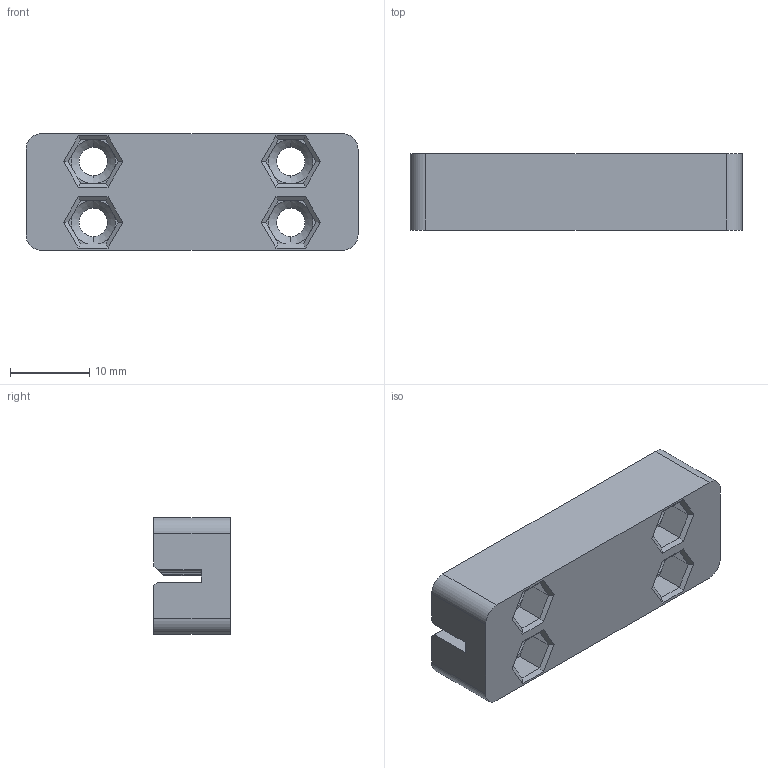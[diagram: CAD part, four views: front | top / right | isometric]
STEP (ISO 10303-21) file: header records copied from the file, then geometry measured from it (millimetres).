
FILE_DESCRIPTION (( 'STEP AP203' ), '1' );
FILE_NAME ('pr1058C-sA_Rev_1.0.STEP', '2023-10-16T14:44:54', ( '' ), ( '' ), 'SwSTEP 2.0', 'SolidWorks 2022', '' );
FILE_SCHEMA (( 'CONFIG_CONTROL_DESIGN' ));
Length unit declared in the file: millimetre
Products named in the file (1): pr1058C-sA_Rev_1.0
Bounding box: 42 x 9.65 x 14.8 mm (x, y, z)
Volume: 4925.3 mm3; surface area: 3253.8 mm2
Topology: 1 solids, 1 shells, 209 faces, 589 edges, 382 vertices
Faces by surface type: plane 105, cylinder 96, cone 8
Entity records: 6856 total; most frequent: CARTESIAN_POINT 1561, ORIENTED_EDGE 1178, DIRECTION 1025, EDGE_CURVE 589, VERTEX_POINT 382, AXIS2_PLACEMENT_3D 342, VECTOR 341, LINE 341
